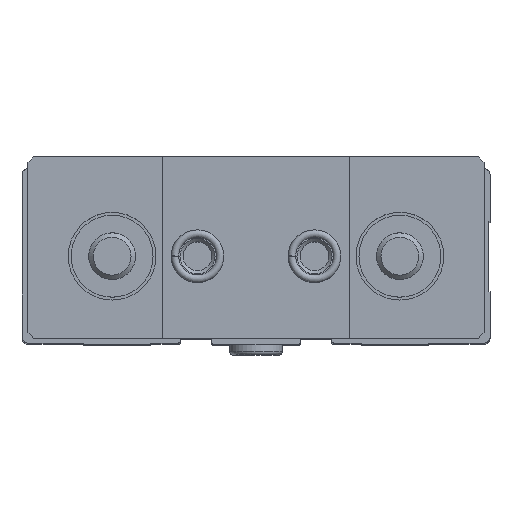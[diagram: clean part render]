
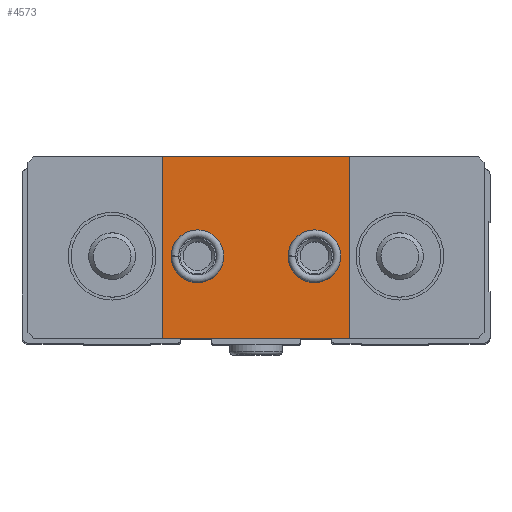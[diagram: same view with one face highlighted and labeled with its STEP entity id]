
A CAD part, top view. The second image highlights one B-rep face of the part: STEP entity #4573.
In plain terms, the highlighted planar face has unit normal (0, 0, 1).
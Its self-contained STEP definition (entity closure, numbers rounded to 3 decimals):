
#150=PLANE('',#5095);
#477=CIRCLE('',#5096,4.5);
#478=CIRCLE('',#5097,4.5);
#1337=ORIENTED_EDGE('',*,*,#2159,.F.);
#1338=ORIENTED_EDGE('',*,*,#2160,.F.);
#1339=ORIENTED_EDGE('',*,*,#2137,.T.);
#1340=ORIENTED_EDGE('',*,*,#2161,.T.);
#1341=ORIENTED_EDGE('',*,*,#2127,.T.);
#1342=ORIENTED_EDGE('',*,*,#2162,.T.);
#2127=EDGE_CURVE('',#2625,#2624,#3001,.T.);
#2137=EDGE_CURVE('',#2633,#2632,#3011,.T.);
#2159=EDGE_CURVE('',#2643,#2643,#477,.T.);
#2160=EDGE_CURVE('',#2644,#2644,#478,.T.);
#2161=EDGE_CURVE('',#2632,#2625,#3028,.T.);
#2162=EDGE_CURVE('',#2624,#2633,#3029,.T.);
#2624=VERTEX_POINT('',#7624);
#2625=VERTEX_POINT('',#7626);
#2632=VERTEX_POINT('',#7644);
#2633=VERTEX_POINT('',#7646);
#2643=VERTEX_POINT('',#7683);
#2644=VERTEX_POINT('',#7685);
#3001=LINE('',#7625,#3308);
#3011=LINE('',#7645,#3318);
#3028=LINE('',#7686,#3335);
#3029=LINE('',#7687,#3336);
#3308=VECTOR('',#6192,1000.);
#3318=VECTOR('',#6206,1000.);
#3335=VECTOR('',#6247,1000.);
#3336=VECTOR('',#6248,1000.);
#3622=EDGE_LOOP('',(#1337));
#3623=EDGE_LOOP('',(#1338));
#3624=EDGE_LOOP('',(#1339,#1340,#1341,#1342));
#4094=FACE_BOUND('',#3622,.T.);
#4095=FACE_BOUND('',#3623,.T.);
#4096=FACE_BOUND('',#3624,.T.);
#4573=ADVANCED_FACE('',(#4094,#4095,#4096),#150,.T.);
#5095=AXIS2_PLACEMENT_3D('',#7681,#6241,#6242);
#5096=AXIS2_PLACEMENT_3D('',#7682,#6243,#6244);
#5097=AXIS2_PLACEMENT_3D('',#7684,#6245,#6246);
#6192=DIRECTION('',(-1.,0.,0.));
#6206=DIRECTION('',(1.,0.,0.));
#6241=DIRECTION('',(0.,0.,1.));
#6242=DIRECTION('',(1.,0.,0.));
#6243=DIRECTION('',(0.,0.,1.));
#6244=DIRECTION('',(1.,0.,0.));
#6245=DIRECTION('',(0.,0.,1.));
#6246=DIRECTION('',(1.,0.,0.));
#6247=DIRECTION('',(0.,1.,0.));
#6248=DIRECTION('',(0.,-1.,0.));
#7624=CARTESIAN_POINT('',(-16.,17.,22.));
#7625=CARTESIAN_POINT('',(39.,17.,22.));
#7626=CARTESIAN_POINT('',(16.,17.,22.));
#7644=CARTESIAN_POINT('',(16.,-14.,22.));
#7645=CARTESIAN_POINT('',(-39.,-14.,22.));
#7646=CARTESIAN_POINT('',(-16.,-14.,22.));
#7681=CARTESIAN_POINT('',(0.,0.,22.));
#7682=CARTESIAN_POINT('',(-10.,0.,22.));
#7683=CARTESIAN_POINT('',(-5.5,0.,22.));
#7684=CARTESIAN_POINT('',(10.,0.,22.));
#7685=CARTESIAN_POINT('',(14.5,0.,22.));
#7686=CARTESIAN_POINT('',(16.,0.,22.));
#7687=CARTESIAN_POINT('',(-16.,0.,22.));
